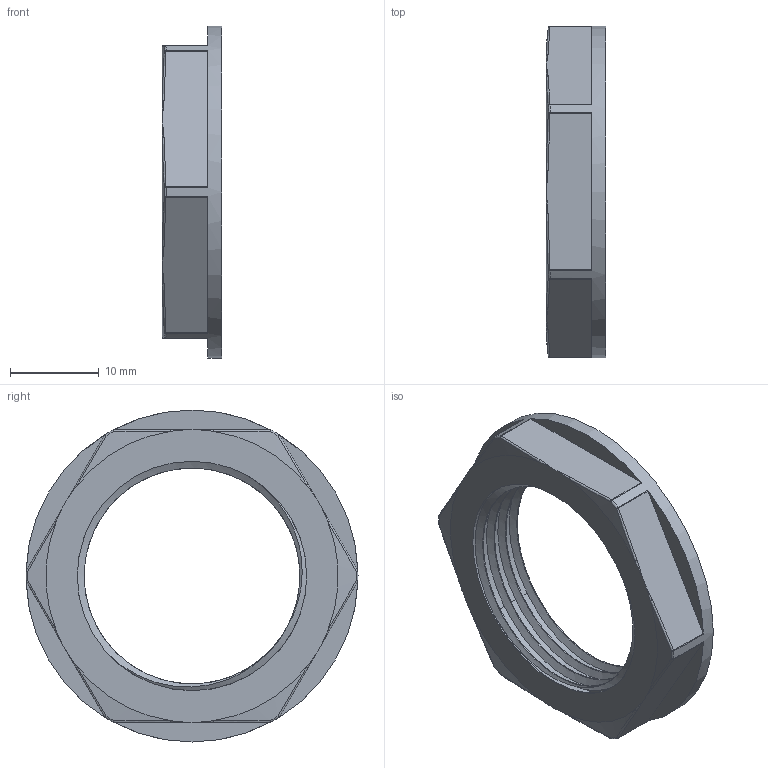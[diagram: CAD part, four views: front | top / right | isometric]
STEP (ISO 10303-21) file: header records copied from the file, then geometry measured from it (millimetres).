
FILE_DESCRIPTION(/* description */ ('Gegenmutter mit Bund NPT 3/4"'),/* implementation_level */ '2;1');
FILE_NAME(/* name */ '12096034-RST.stp',/* time_stamp */ '2022-02-08T12:56:30+01:00',/* author */ ('sl'),/* organization */ (''),/* preprocessor_version */ 'ST-DEVELOPER v16.5',/* originating_system */ 'Autodesk Inventor 2017',/* authorisation */ '');
FILE_SCHEMA (('AUTOMOTIVE_DESIGN { 1 0 10303 214 3 1 1 }'));
Length unit declared in the file: millimetre
Products named in the file (1): 12096034
Bounding box: 6.7 x 37.45 x 37.45 mm (x, y, z)
Volume: 3130.3 mm3; surface area: 2718.6 mm2
Topology: 1 solids, 1 shells, 85 faces, 205 edges, 111 vertices
Faces by surface type: bspline 26, cylinder 19, plane 16, sphere 12, torus 6, cone 6
Full cylindrical faces by diameter (mm): 25.882 x4, 30 x1, 37.45 x1
Entity records: 3496 total; most frequent: CARTESIAN_POINT 1765, ORIENTED_EDGE 356, DIRECTION 352, EDGE_CURVE 178, AXIS2_PLACEMENT_3D 161, CIRCLE 104, VERTEX_POINT 102, EDGE_LOOP 88
